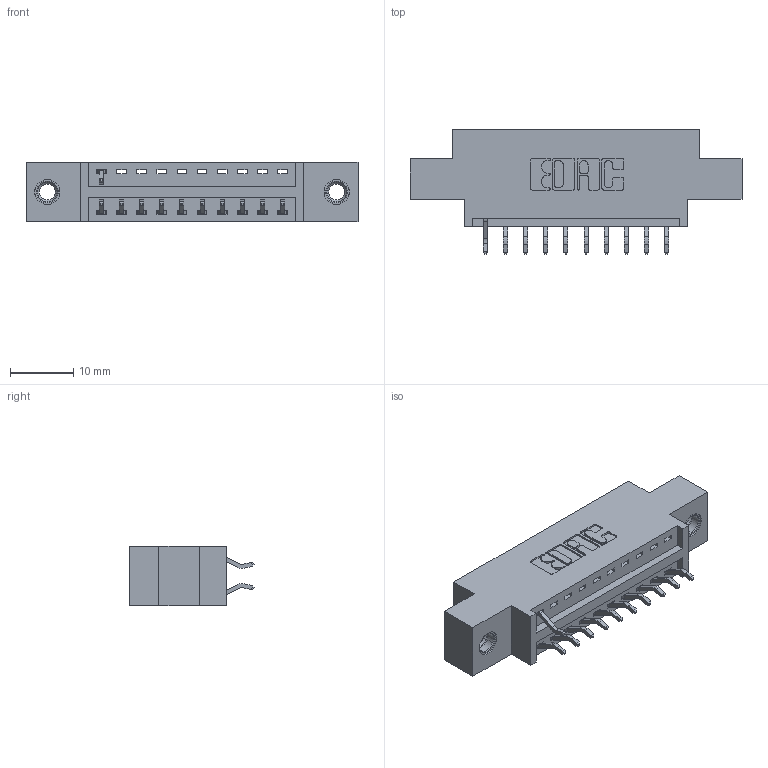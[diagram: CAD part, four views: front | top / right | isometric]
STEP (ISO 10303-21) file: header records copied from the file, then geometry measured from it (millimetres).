
FILE_DESCRIPTION (( 'STEP AP203' ), '1' );
FILE_NAME ('346-020-556-807.STEP', '2018-08-20T22:04:10', ( '' ), ( '' ), 'SwSTEP 2.0', 'SolidWorks 2016', '' );
FILE_SCHEMA (( 'CONFIG_CONTROL_DESIGN' ));
Length unit declared in the file: inch
Products named in the file (4): 346 Part_0.170 Offset - 0.156 Dia-TI; 345-292-001_556 Tail; 345-250-001_345-250-005-103; 346-020-556-807
Assembly tree (14 placements, depth 2):
  346-020-556-807
    346 Part_0.170 Offset - 0.156 Dia-TI
    345-292-001_556 Tail  x11
    345-250-001_345-250-005-103  x2
Bounding box: 52.32 x 19.57 x 9.4 mm (x, y, z)
Volume: 4604.2 mm3; surface area: 5561.8 mm2
Topology: 14 solids, 14 shells, 878 faces, 2569 edges, 1690 vertices
Faces by surface type: plane 586, cylinder 276, cone 12, torus 4
Entity records: 12084 total; most frequent: CARTESIAN_POINT 2074, ORIENTED_EDGE 1998, DIRECTION 1883, EDGE_CURVE 999, LINE 799, VECTOR 799, VERTEX_POINT 660, AXIS2_PLACEMENT_3D 542
